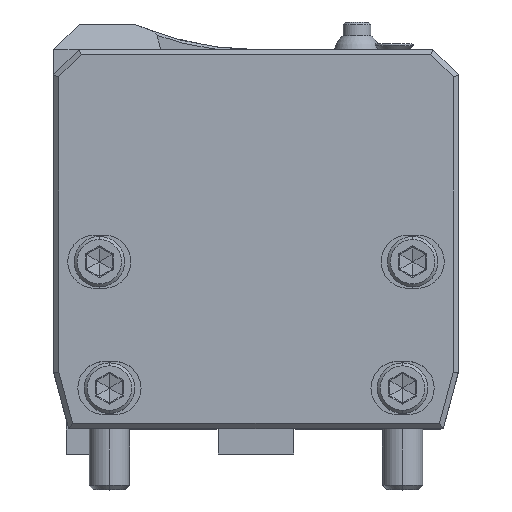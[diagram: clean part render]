
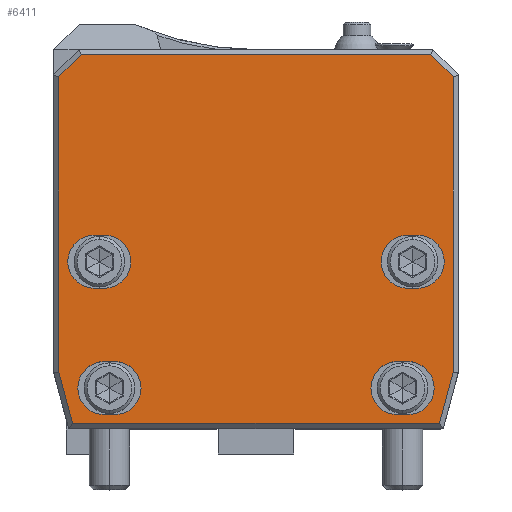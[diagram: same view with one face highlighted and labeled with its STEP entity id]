
A CAD part, top view. The second image highlights one B-rep face of the part: STEP entity #6411.
In plain terms, the highlighted planar face has unit normal (0, 0, 1).
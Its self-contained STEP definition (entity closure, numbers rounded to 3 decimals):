
#539=DIRECTION('',(1.,0.,0.));
#540=VECTOR('',#539,72.57);
#541=CARTESIAN_POINT('',(-36.285,1.,15.));
#542=LINE('',#541,#540);
#543=DIRECTION('',(0.259,-0.966,0.));
#544=VECTOR('',#543,10.489);
#545=CARTESIAN_POINT('',(-39.,11.132,15.));
#546=LINE('',#545,#544);
#547=DIRECTION('',(0.,-1.,0.));
#548=VECTOR('',#547,58.454);
#549=CARTESIAN_POINT('',(-39.,69.586,15.));
#550=LINE('',#549,#548);
#551=DIRECTION('',(-0.707,-0.707,0.));
#552=VECTOR('',#551,6.243);
#553=CARTESIAN_POINT('',(-34.586,74.,15.));
#554=LINE('',#553,#552);
#555=DIRECTION('',(-1.,0.,0.));
#556=VECTOR('',#555,69.172);
#557=CARTESIAN_POINT('',(34.586,74.,15.));
#558=LINE('',#557,#556);
#559=DIRECTION('',(-0.707,0.707,0.));
#560=VECTOR('',#559,6.243);
#561=CARTESIAN_POINT('',(39.,69.586,15.));
#562=LINE('',#561,#560);
#563=DIRECTION('',(0.,1.,0.));
#564=VECTOR('',#563,58.454);
#565=CARTESIAN_POINT('',(39.,11.132,15.));
#566=LINE('',#565,#564);
#567=DIRECTION('',(0.259,0.966,0.));
#568=VECTOR('',#567,10.489);
#569=CARTESIAN_POINT('',(36.285,1.,15.));
#570=LINE('',#569,#568);
#571=CARTESIAN_POINT('',(-32.,33.,15.));
#572=DIRECTION('',(0.,0.,1.));
#573=DIRECTION('',(0.,1.,0.));
#574=AXIS2_PLACEMENT_3D('',#571,#572,#573);
#576=DIRECTION('',(1.,0.,0.));
#577=VECTOR('',#576,2.);
#578=CARTESIAN_POINT('',(-32.,27.75,15.));
#579=LINE('',#578,#577);
#580=CARTESIAN_POINT('',(-30.,33.,15.));
#581=DIRECTION('',(0.,0.,1.));
#582=DIRECTION('',(0.,-1.,0.));
#583=AXIS2_PLACEMENT_3D('',#580,#581,#582);
#585=DIRECTION('',(-1.,0.,0.));
#586=VECTOR('',#585,2.);
#587=CARTESIAN_POINT('',(-30.,38.25,15.));
#588=LINE('',#587,#586);
#589=CARTESIAN_POINT('',(-30.,8.,15.));
#590=DIRECTION('',(0.,0.,1.));
#591=DIRECTION('',(0.,1.,0.));
#592=AXIS2_PLACEMENT_3D('',#589,#590,#591);
#594=DIRECTION('',(1.,0.,0.));
#595=VECTOR('',#594,2.);
#596=CARTESIAN_POINT('',(-30.,2.75,15.));
#597=LINE('',#596,#595);
#598=CARTESIAN_POINT('',(-28.,8.,15.));
#599=DIRECTION('',(0.,0.,1.));
#600=DIRECTION('',(0.,-1.,0.));
#601=AXIS2_PLACEMENT_3D('',#598,#599,#600);
#603=DIRECTION('',(-1.,0.,0.));
#604=VECTOR('',#603,2.);
#605=CARTESIAN_POINT('',(-28.,13.25,15.));
#606=LINE('',#605,#604);
#607=DIRECTION('',(-1.,0.,0.));
#608=VECTOR('',#607,2.);
#609=CARTESIAN_POINT('',(32.,38.25,15.));
#610=LINE('',#609,#608);
#611=CARTESIAN_POINT('',(30.,33.,15.));
#612=DIRECTION('',(0.,0.,1.));
#613=DIRECTION('',(0.,1.,0.));
#614=AXIS2_PLACEMENT_3D('',#611,#612,#613);
#616=DIRECTION('',(1.,0.,0.));
#617=VECTOR('',#616,2.);
#618=CARTESIAN_POINT('',(30.,27.75,15.));
#619=LINE('',#618,#617);
#620=CARTESIAN_POINT('',(32.,33.,15.));
#621=DIRECTION('',(0.,0.,1.));
#622=DIRECTION('',(0.,-1.,0.));
#623=AXIS2_PLACEMENT_3D('',#620,#621,#622);
#625=DIRECTION('',(-1.,0.,0.));
#626=VECTOR('',#625,2.);
#627=CARTESIAN_POINT('',(30.,13.25,15.));
#628=LINE('',#627,#626);
#629=CARTESIAN_POINT('',(28.,8.,15.));
#630=DIRECTION('',(0.,0.,1.));
#631=DIRECTION('',(0.,1.,0.));
#632=AXIS2_PLACEMENT_3D('',#629,#630,#631);
#634=DIRECTION('',(1.,0.,0.));
#635=VECTOR('',#634,2.);
#636=CARTESIAN_POINT('',(28.,2.75,15.));
#637=LINE('',#636,#635);
#638=CARTESIAN_POINT('',(30.,8.,15.));
#639=DIRECTION('',(0.,0.,1.));
#640=DIRECTION('',(0.,-1.,0.));
#641=AXIS2_PLACEMENT_3D('',#638,#639,#640);
#5127=CARTESIAN_POINT('',(-32.,38.25,15.));
#5128=CARTESIAN_POINT('',(-32.,27.75,15.));
#5129=VERTEX_POINT('',#5127);
#5130=VERTEX_POINT('',#5128);
#5131=CARTESIAN_POINT('',(-30.,27.75,15.));
#5132=VERTEX_POINT('',#5131);
#5133=CARTESIAN_POINT('',(-30.,38.25,15.));
#5134=VERTEX_POINT('',#5133);
#5135=CARTESIAN_POINT('',(-30.,13.25,15.));
#5136=CARTESIAN_POINT('',(-30.,2.75,15.));
#5137=VERTEX_POINT('',#5135);
#5138=VERTEX_POINT('',#5136);
#5139=CARTESIAN_POINT('',(-28.,2.75,15.));
#5140=VERTEX_POINT('',#5139);
#5141=CARTESIAN_POINT('',(-28.,13.25,15.));
#5142=VERTEX_POINT('',#5141);
#5143=CARTESIAN_POINT('',(32.,38.25,15.));
#5144=CARTESIAN_POINT('',(30.,38.25,15.));
#5145=VERTEX_POINT('',#5143);
#5146=VERTEX_POINT('',#5144);
#5147=CARTESIAN_POINT('',(30.,27.75,15.));
#5148=VERTEX_POINT('',#5147);
#5149=CARTESIAN_POINT('',(32.,27.75,15.));
#5150=VERTEX_POINT('',#5149);
#5151=CARTESIAN_POINT('',(30.,13.25,15.));
#5152=CARTESIAN_POINT('',(28.,13.25,15.));
#5153=VERTEX_POINT('',#5151);
#5154=VERTEX_POINT('',#5152);
#5155=CARTESIAN_POINT('',(28.,2.75,15.));
#5156=VERTEX_POINT('',#5155);
#5157=CARTESIAN_POINT('',(30.,2.75,15.));
#5158=VERTEX_POINT('',#5157);
#5163=CARTESIAN_POINT('',(-36.285,1.,15.));
#5164=CARTESIAN_POINT('',(36.285,1.,15.));
#5165=VERTEX_POINT('',#5163);
#5166=VERTEX_POINT('',#5164);
#5169=CARTESIAN_POINT('',(39.,11.132,15.));
#5170=VERTEX_POINT('',#5169);
#5173=CARTESIAN_POINT('',(39.,69.586,15.));
#5174=VERTEX_POINT('',#5173);
#5179=CARTESIAN_POINT('',(34.586,74.,15.));
#5180=CARTESIAN_POINT('',(-34.586,74.,15.));
#5181=VERTEX_POINT('',#5179);
#5182=VERTEX_POINT('',#5180);
#5183=CARTESIAN_POINT('',(-39.,69.586,15.));
#5184=CARTESIAN_POINT('',(-39.,11.132,15.));
#5185=VERTEX_POINT('',#5183);
#5186=VERTEX_POINT('',#5184);
#6356=CARTESIAN_POINT('',(0.,0.,15.));
#6357=DIRECTION('',(0.,0.,1.));
#6358=DIRECTION('',(1.,0.,0.));
#6359=AXIS2_PLACEMENT_3D('',#6356,#6357,#6358);
#6360=PLANE('',#6359);
#6361=ORIENTED_EDGE('',*,*,#6323,.F.);
#6362=ORIENTED_EDGE('',*,*,#6337,.F.);
#6363=ORIENTED_EDGE('',*,*,#6348,.F.);
#6364=ORIENTED_EDGE('',*,*,#6252,.F.);
#6365=ORIENTED_EDGE('',*,*,#6267,.F.);
#6366=ORIENTED_EDGE('',*,*,#6282,.F.);
#6367=ORIENTED_EDGE('',*,*,#6295,.F.);
#6368=ORIENTED_EDGE('',*,*,#6309,.F.);
#6369=EDGE_LOOP('',(#6361,#6362,#6363,#6364,#6365,#6366,#6367,#6368));
#6370=FACE_OUTER_BOUND('',#6369,.F.);
#6372=ORIENTED_EDGE('',*,*,#6371,.T.);
#6374=ORIENTED_EDGE('',*,*,#6373,.T.);
#6376=ORIENTED_EDGE('',*,*,#6375,.T.);
#6378=ORIENTED_EDGE('',*,*,#6377,.T.);
#6379=EDGE_LOOP('',(#6372,#6374,#6376,#6378));
#6380=FACE_BOUND('',#6379,.F.);
#6382=ORIENTED_EDGE('',*,*,#6381,.T.);
#6384=ORIENTED_EDGE('',*,*,#6383,.T.);
#6386=ORIENTED_EDGE('',*,*,#6385,.T.);
#6388=ORIENTED_EDGE('',*,*,#6387,.T.);
#6389=EDGE_LOOP('',(#6382,#6384,#6386,#6388));
#6390=FACE_BOUND('',#6389,.F.);
#6392=ORIENTED_EDGE('',*,*,#6391,.T.);
#6394=ORIENTED_EDGE('',*,*,#6393,.T.);
#6396=ORIENTED_EDGE('',*,*,#6395,.T.);
#6398=ORIENTED_EDGE('',*,*,#6397,.T.);
#6399=EDGE_LOOP('',(#6392,#6394,#6396,#6398));
#6400=FACE_BOUND('',#6399,.F.);
#6402=ORIENTED_EDGE('',*,*,#6401,.T.);
#6404=ORIENTED_EDGE('',*,*,#6403,.T.);
#6406=ORIENTED_EDGE('',*,*,#6405,.T.);
#6408=ORIENTED_EDGE('',*,*,#6407,.T.);
#6409=EDGE_LOOP('',(#6402,#6404,#6406,#6408));
#6410=FACE_BOUND('',#6409,.F.);
#575=CIRCLE('',#574,5.25);
#584=CIRCLE('',#583,5.25);
#593=CIRCLE('',#592,5.25);
#602=CIRCLE('',#601,5.25);
#615=CIRCLE('',#614,5.25);
#624=CIRCLE('',#623,5.25);
#633=CIRCLE('',#632,5.25);
#642=CIRCLE('',#641,5.25);
#6252=EDGE_CURVE('',#5182,#5185,#554,.T.);
#6267=EDGE_CURVE('',#5181,#5182,#558,.T.);
#6282=EDGE_CURVE('',#5174,#5181,#562,.T.);
#6295=EDGE_CURVE('',#5170,#5174,#566,.T.);
#6309=EDGE_CURVE('',#5166,#5170,#570,.T.);
#6323=EDGE_CURVE('',#5165,#5166,#542,.T.);
#6337=EDGE_CURVE('',#5186,#5165,#546,.T.);
#6348=EDGE_CURVE('',#5185,#5186,#550,.T.);
#6371=EDGE_CURVE('',#5129,#5130,#575,.T.);
#6373=EDGE_CURVE('',#5130,#5132,#579,.T.);
#6375=EDGE_CURVE('',#5132,#5134,#584,.T.);
#6377=EDGE_CURVE('',#5134,#5129,#588,.T.);
#6381=EDGE_CURVE('',#5137,#5138,#593,.T.);
#6383=EDGE_CURVE('',#5138,#5140,#597,.T.);
#6385=EDGE_CURVE('',#5140,#5142,#602,.T.);
#6387=EDGE_CURVE('',#5142,#5137,#606,.T.);
#6391=EDGE_CURVE('',#5145,#5146,#610,.T.);
#6393=EDGE_CURVE('',#5146,#5148,#615,.T.);
#6395=EDGE_CURVE('',#5148,#5150,#619,.T.);
#6397=EDGE_CURVE('',#5150,#5145,#624,.T.);
#6401=EDGE_CURVE('',#5153,#5154,#628,.T.);
#6403=EDGE_CURVE('',#5154,#5156,#633,.T.);
#6405=EDGE_CURVE('',#5156,#5158,#637,.T.);
#6407=EDGE_CURVE('',#5158,#5153,#642,.T.);
#6411=ADVANCED_FACE('',(#6370,#6380,#6390,#6400,#6410),#6360,.T.);
